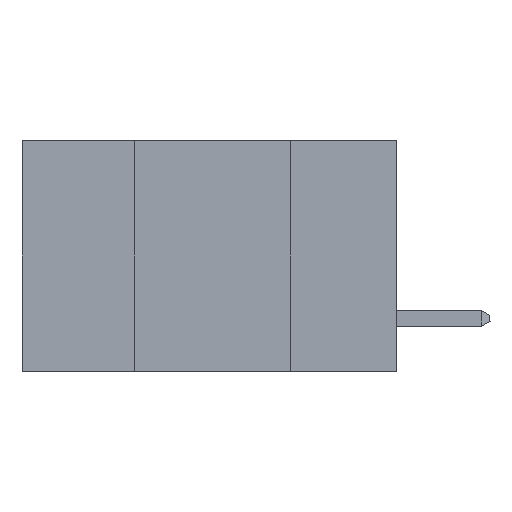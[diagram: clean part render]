
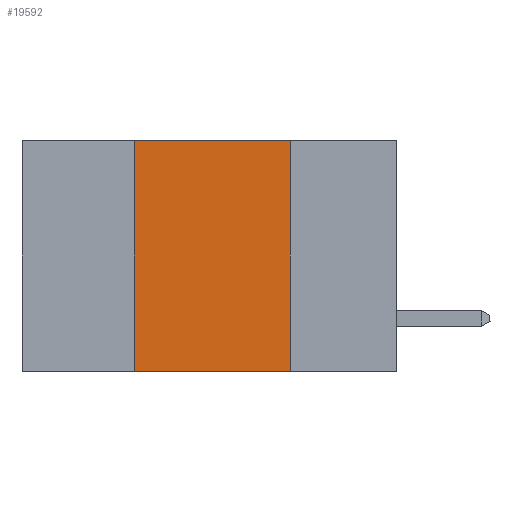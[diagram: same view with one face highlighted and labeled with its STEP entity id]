
A CAD part, left-side view. The second image highlights one B-rep face of the part: STEP entity #19592.
In plain terms, the highlighted planar face has unit normal (-1, 0, 0).
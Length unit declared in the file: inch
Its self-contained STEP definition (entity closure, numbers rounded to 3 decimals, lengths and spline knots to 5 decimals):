
#568 = PLANE ( 'NONE',  #19909 ) ;
#648 = DIRECTION ( 'NONE',  ( 0., -1., 0. ) ) ;
#991 = CARTESIAN_POINT ( 'NONE',  ( 0., 0.42, 0. ) ) ;
#1711 = LINE ( 'NONE', #18091, #6486 ) ;
#3665 = VECTOR ( 'NONE', #648, 39.37008 ) ;
#3767 = EDGE_CURVE ( 'NONE', #25247, #4466, #14523, .T. ) ;
#4366 = CARTESIAN_POINT ( 'NONE',  ( 0., 0.42, 0. ) ) ;
#4466 = VERTEX_POINT ( 'NONE', #13704 ) ;
#5001 = CARTESIAN_POINT ( 'NONE',  ( 0., 0.6, -0.37 ) ) ;
#5611 = DIRECTION ( 'NONE',  ( 0., 0., -1. ) ) ;
#5676 = VECTOR ( 'NONE', #8500, 39.37008 ) ;
#5696 = CARTESIAN_POINT ( 'NONE',  ( 0., 0.17, 0. ) ) ;
#6486 = VECTOR ( 'NONE', #14231, 39.37008 ) ;
#6767 = DIRECTION ( 'NONE',  ( 1., 0., 0. ) ) ;
#6985 = CARTESIAN_POINT ( 'NONE',  ( 0., 0.42, -0.37 ) ) ;
#8500 = DIRECTION ( 'NONE',  ( 0., 0., 1. ) ) ;
#9145 = LINE ( 'NONE', #15801, #13961 ) ;
#10608 = ORIENTED_EDGE ( 'NONE', *, *, #3767, .T. ) ;
#11112 = LINE ( 'NONE', #4366, #5676 ) ;
#11579 = ORIENTED_EDGE ( 'NONE', *, *, #24401, .F. ) ;
#13704 = CARTESIAN_POINT ( 'NONE',  ( 0., 0.17, -0.37 ) ) ;
#13961 = VECTOR ( 'NONE', #5611, 39.37008 ) ;
#14231 = DIRECTION ( 'NONE',  ( 0., -1., 0. ) ) ;
#14523 = LINE ( 'NONE', #5001, #3665 ) ;
#15019 = ORIENTED_EDGE ( 'NONE', *, *, #19769, .F. ) ;
#15801 = CARTESIAN_POINT ( 'NONE',  ( 0., 0.17, 0. ) ) ;
#18091 = CARTESIAN_POINT ( 'NONE',  ( 0., 0.6, 0. ) ) ;
#18730 = VERTEX_POINT ( 'NONE', #991 ) ;
#18980 = CARTESIAN_POINT ( 'NONE',  ( 0., 0.6, 0. ) ) ;
#19592 = ADVANCED_FACE ( 'NONE', ( #23783 ), #568, .F. ) ;
#19769 = EDGE_CURVE ( 'NONE', #19794, #4466, #9145, .T. ) ;
#19794 = VERTEX_POINT ( 'NONE', #5696 ) ;
#19909 = AXIS2_PLACEMENT_3D ( 'NONE', #18980, #6767, #20995 ) ;
#20995 = DIRECTION ( 'NONE',  ( 0., 0., -1. ) ) ;
#21113 = EDGE_CURVE ( 'NONE', #18730, #19794, #1711, .T. ) ;
#23387 = EDGE_LOOP ( 'NONE', ( #15019, #26140, #11579, #10608 ) ) ;
#23783 = FACE_OUTER_BOUND ( 'NONE', #23387, .T. ) ;
#24401 = EDGE_CURVE ( 'NONE', #25247, #18730, #11112, .T. ) ;
#25247 = VERTEX_POINT ( 'NONE', #6985 ) ;
#26140 = ORIENTED_EDGE ( 'NONE', *, *, #21113, .F. ) ;
